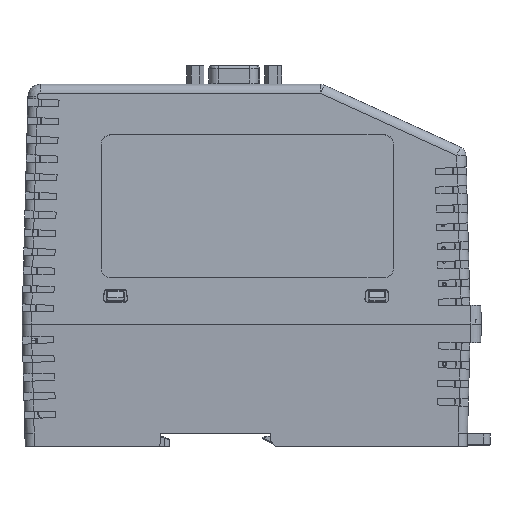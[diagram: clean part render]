
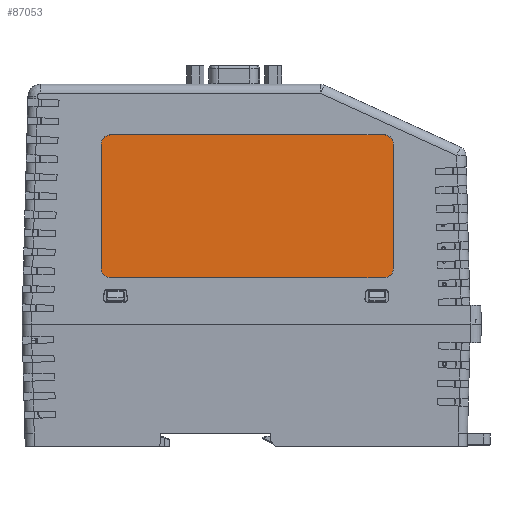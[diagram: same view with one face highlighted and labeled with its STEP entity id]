
A CAD part, left-side view. The second image highlights one B-rep face of the part: STEP entity #87053.
In plain terms, the highlighted face is planar.
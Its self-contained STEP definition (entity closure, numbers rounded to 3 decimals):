
#3173 = EDGE_CURVE ( 'NONE', #162349, #202413, #25111, .T. ) ;
#8981 = DIRECTION ( 'NONE',  ( 1., 0., -0.026 ) ) ;
#10037 = ORIENTED_EDGE ( 'NONE', *, *, #53497, .T. ) ;
#10560 = AXIS2_PLACEMENT_3D ( 'NONE', #30744, #102198, #134661 ) ;
#21605 = VECTOR ( 'NONE', #202367, 1000. ) ;
#22853 = EDGE_CURVE ( 'NONE', #98023, #164390, #108351, .T. ) ;
#23437 = DIRECTION ( 'NONE',  ( 1., 0., -0.026 ) ) ;
#25038 = CARTESIAN_POINT ( 'NONE',  ( 16.249, 43.532, 59.142 ) ) ;
#25111 = CIRCLE ( 'NONE', #71466, 2.984 ) ;
#28895 = ORIENTED_EDGE ( 'NONE', *, *, #108714, .T. ) ;
#29276 = CIRCLE ( 'NONE', #143547, 2.984 ) ;
#30049 = CARTESIAN_POINT ( 'NONE',  ( 15.203, -47.252, 19.219 ) ) ;
#30744 = CARTESIAN_POINT ( 'NONE',  ( 15.203, 43.532, 19.219 ) ) ;
#31390 = CARTESIAN_POINT ( 'NONE',  ( 16.327, -44.268, 62.126 ) ) ;
#31607 = ORIENTED_EDGE ( 'NONE', *, *, #180381, .T. ) ;
#35578 = ORIENTED_EDGE ( 'NONE', *, *, #22853, .F. ) ;
#37875 = ORIENTED_EDGE ( 'NONE', *, *, #213240, .F. ) ;
#46826 = CARTESIAN_POINT ( 'NONE',  ( 16.327, 43.532, 62.126 ) ) ;
#48255 = CARTESIAN_POINT ( 'NONE',  ( 16.249, -47.252, 59.142 ) ) ;
#53301 = AXIS2_PLACEMENT_3D ( 'NONE', #25038, #138262, #171822 ) ;
#53497 = EDGE_CURVE ( 'NONE', #103511, #164390, #29276, .T. ) ;
#63508 = LINE ( 'NONE', #80265, #137804 ) ;
#66128 = LINE ( 'NONE', #48255, #21605 ) ;
#71466 = AXIS2_PLACEMENT_3D ( 'NONE', #180054, #8981, #95034 ) ;
#74739 = CARTESIAN_POINT ( 'NONE',  ( 15.125, 43.532, 16.236 ) ) ;
#80265 = CARTESIAN_POINT ( 'NONE',  ( 16.327, 43.532, 62.126 ) ) ;
#80287 = DIRECTION ( 'NONE',  ( -0.026, 0., -1. ) ) ;
#81034 = VECTOR ( 'NONE', #80287, 1000. ) ;
#87053 = ADVANCED_FACE ( 'NONE', ( #196568 ), #177699, .T. ) ;
#89399 = CARTESIAN_POINT ( 'NONE',  ( 16.249, -47.252, 59.142 ) ) ;
#91571 = DIRECTION ( 'NONE',  ( -0.026, 0., -1. ) ) ;
#95034 = DIRECTION ( 'NONE',  ( -0.026, 0., -1. ) ) ;
#98023 = VERTEX_POINT ( 'NONE', #115090 ) ;
#102198 = DIRECTION ( 'NONE',  ( -1., 0., 0.026 ) ) ;
#103511 = VERTEX_POINT ( 'NONE', #30049 ) ;
#104189 = ORIENTED_EDGE ( 'NONE', *, *, #124645, .T. ) ;
#107132 = AXIS2_PLACEMENT_3D ( 'NONE', #146329, #23437, #91571 ) ;
#108351 = LINE ( 'NONE', #74739, #122080 ) ;
#108714 = EDGE_CURVE ( 'NONE', #202413, #103511, #66128, .T. ) ;
#113493 = EDGE_CURVE ( 'NONE', #181742, #142739, #116044, .T. ) ;
#115090 = CARTESIAN_POINT ( 'NONE',  ( 15.125, 43.532, 16.236 ) ) ;
#115515 = ORIENTED_EDGE ( 'NONE', *, *, #3173, .T. ) ;
#116044 = LINE ( 'NONE', #130673, #81034 ) ;
#122080 = VECTOR ( 'NONE', #192101, 1000. ) ;
#123138 = VERTEX_POINT ( 'NONE', #46826 ) ;
#124645 = EDGE_CURVE ( 'NONE', #123138, #162349, #63508, .T. ) ;
#130673 = CARTESIAN_POINT ( 'NONE',  ( 16.249, 46.516, 59.142 ) ) ;
#131748 = DIRECTION ( 'NONE',  ( 0., -1., 0. ) ) ;
#134661 = DIRECTION ( 'NONE',  ( -0.026, 0., -1. ) ) ;
#135810 = EDGE_LOOP ( 'NONE', ( #31607, #104189, #115515, #28895, #10037, #35578, #37875, #177005 ) ) ;
#137804 = VECTOR ( 'NONE', #131748, 1000. ) ;
#138262 = DIRECTION ( 'NONE',  ( 1., 0., -0.026 ) ) ;
#142739 = VERTEX_POINT ( 'NONE', #147198 ) ;
#143547 = AXIS2_PLACEMENT_3D ( 'NONE', #201207, #185676, #147779 ) ;
#143584 = CARTESIAN_POINT ( 'NONE',  ( 16.249, 46.516, 59.142 ) ) ;
#146329 = CARTESIAN_POINT ( 'NONE',  ( 16.249, 43.532, 59.142 ) ) ;
#147198 = CARTESIAN_POINT ( 'NONE',  ( 15.203, 46.516, 19.219 ) ) ;
#147779 = DIRECTION ( 'NONE',  ( -0.026, 0., -1. ) ) ;
#160504 = CIRCLE ( 'NONE', #53301, 2.984 ) ;
#162349 = VERTEX_POINT ( 'NONE', #31390 ) ;
#164390 = VERTEX_POINT ( 'NONE', #199280 ) ;
#171822 = DIRECTION ( 'NONE',  ( -0.026, 0., -1. ) ) ;
#177005 = ORIENTED_EDGE ( 'NONE', *, *, #113493, .F. ) ;
#177699 = PLANE ( 'NONE',  #107132 ) ;
#180054 = CARTESIAN_POINT ( 'NONE',  ( 16.249, -44.268, 59.142 ) ) ;
#180381 = EDGE_CURVE ( 'NONE', #181742, #123138, #160504, .T. ) ;
#181742 = VERTEX_POINT ( 'NONE', #143584 ) ;
#185605 = CIRCLE ( 'NONE', #10560, 2.984 ) ;
#185676 = DIRECTION ( 'NONE',  ( 1., 0., -0.026 ) ) ;
#192101 = DIRECTION ( 'NONE',  ( 0., -1., 0. ) ) ;
#196568 = FACE_OUTER_BOUND ( 'NONE', #135810, .T. ) ;
#199280 = CARTESIAN_POINT ( 'NONE',  ( 15.125, -44.268, 16.236 ) ) ;
#201207 = CARTESIAN_POINT ( 'NONE',  ( 15.203, -44.268, 19.219 ) ) ;
#202367 = DIRECTION ( 'NONE',  ( -0.026, 0., -1. ) ) ;
#202413 = VERTEX_POINT ( 'NONE', #89399 ) ;
#213240 = EDGE_CURVE ( 'NONE', #142739, #98023, #185605, .T. ) ;
